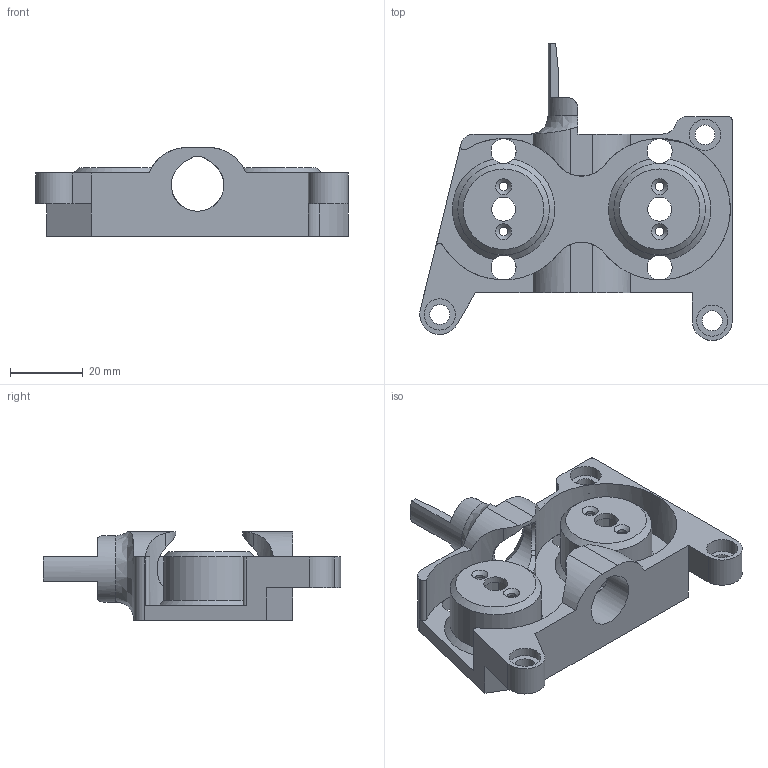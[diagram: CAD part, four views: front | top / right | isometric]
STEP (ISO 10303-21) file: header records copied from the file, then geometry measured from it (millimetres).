
FILE_DESCRIPTION(/* description */ (''),/* implementation_level */ '2;1');
FILE_NAME(/* name */ 'amp 43.0mm v4.0.step',/* time_stamp */ '2021-10-25T19:54:15-07:00',/* author */ (''),/* organization */ (''),/* preprocessor_version */ 'ST-DEVELOPER v18.1',/* originating_system */ 'Autodesk Translation Framework v10.10.0.1391',/* authorisation */ '');
FILE_SCHEMA (('AUTOMOTIVE_DESIGN { 1 0 10303 214 3 1 1 }'));
Length unit declared in the file: millimetre
Products named in the file (1): amp
Bounding box: 86.09 x 81.9 x 24.5 mm (x, y, z)
Volume: 31004.4 mm3; surface area: 20550.4 mm2
Topology: 1 solids, 1 shells, 482 faces, 1361 edges, 896 vertices
Faces by surface type: bspline 311, plane 103, cylinder 49, cone 19
Full cylindrical faces by diameter (mm): 2.4 x4, 5.5 x3, 6.6 x2, 6.9 x4, 8.6 x3, 25.2 x2
Entity records: 19226 total; most frequent: CARTESIAN_POINT 8811, ORIENTED_EDGE 2722, EDGE_CURVE 1361, DIRECTION 1164, VERTEX_POINT 896, B_SPLINE_CURVE_WITH_KNOTS 667, LINE 558, VECTOR 558
